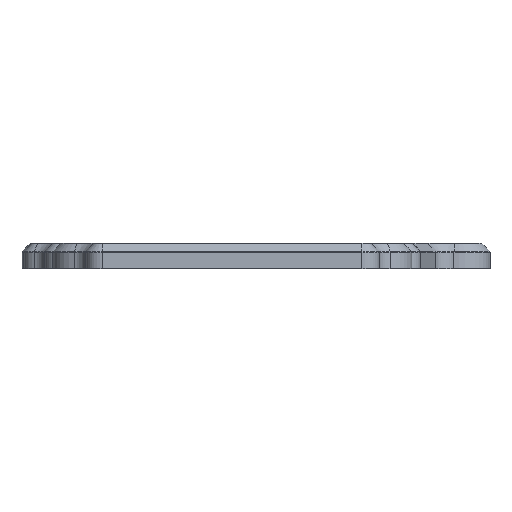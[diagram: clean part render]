
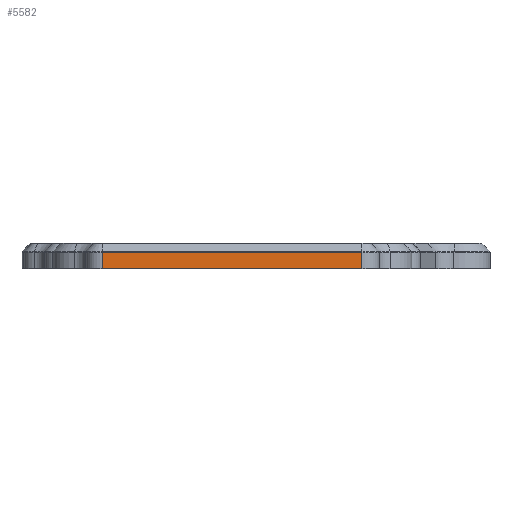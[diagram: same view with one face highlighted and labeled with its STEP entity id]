
A CAD part, left-side view. The second image highlights one B-rep face of the part: STEP entity #5582.
In plain terms, the highlighted planar face has unit normal (-1, 0, 0).
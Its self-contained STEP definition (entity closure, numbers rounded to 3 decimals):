
#102=PLANE('',#6178);
#404=FACE_OUTER_BOUND('',#796,.T.);
#796=EDGE_LOOP('',(#4206,#4207,#4208,#4209));
#1176=LINE('',#9353,#1567);
#1200=LINE('',#9444,#1591);
#1201=LINE('',#9448,#1592);
#1202=LINE('',#9449,#1593);
#1567=VECTOR('',#7369,10.);
#1591=VECTOR('',#7481,10.);
#1592=VECTOR('',#7486,10.);
#1593=VECTOR('',#7487,10.);
#2500=VERTEX_POINT('',#9347);
#2501=VERTEX_POINT('',#9351);
#2524=VERTEX_POINT('',#9443);
#2525=VERTEX_POINT('',#9447);
#3069=EDGE_CURVE('',#2501,#2500,#1176,.T.);
#3114=EDGE_CURVE('',#2500,#2524,#1200,.T.);
#3116=EDGE_CURVE('',#2525,#2501,#1201,.T.);
#3117=EDGE_CURVE('',#2524,#2525,#1202,.T.);
#4206=ORIENTED_EDGE('',*,*,#3069,.F.);
#4207=ORIENTED_EDGE('',*,*,#3116,.F.);
#4208=ORIENTED_EDGE('',*,*,#3117,.F.);
#4209=ORIENTED_EDGE('',*,*,#3114,.F.);
#5582=ADVANCED_FACE('',(#404),#102,.T.);
#6178=AXIS2_PLACEMENT_3D('',#9446,#7484,#7485);
#7369=DIRECTION('',(0.,1.,0.));
#7481=DIRECTION('',(0.,0.,1.));
#7484=DIRECTION('center_axis',(-1.,0.,0.));
#7485=DIRECTION('ref_axis',(0.,-1.,0.));
#7486=DIRECTION('',(0.,0.,-1.));
#7487=DIRECTION('',(0.,-1.,0.));
#9347=CARTESIAN_POINT('',(-5.38,82.519,1.9));
#9351=CARTESIAN_POINT('',(-5.38,22.42,1.9));
#9353=CARTESIAN_POINT('',(-5.38,66.746,1.9));
#9443=CARTESIAN_POINT('',(-5.38,82.519,5.634));
#9444=CARTESIAN_POINT('',(-5.38,82.519,1.8));
#9446=CARTESIAN_POINT('Origin',(-5.38,86.519,1.8));
#9447=CARTESIAN_POINT('',(-5.38,22.42,5.634));
#9448=CARTESIAN_POINT('',(-5.38,22.42,1.8));
#9449=CARTESIAN_POINT('',(-5.38,76.632,5.634));
